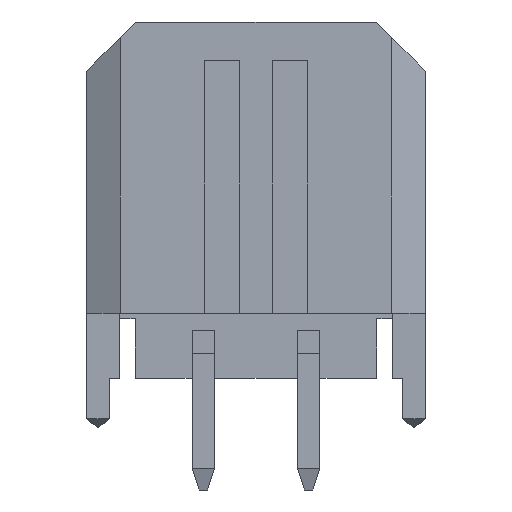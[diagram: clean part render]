
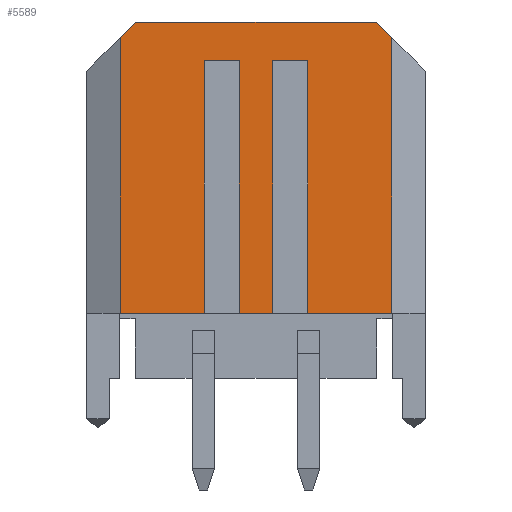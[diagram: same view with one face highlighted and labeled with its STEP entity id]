
A CAD part, front view. The second image highlights one B-rep face of the part: STEP entity #5589.
In plain terms, the highlighted planar face has unit normal (0, -1, 0).
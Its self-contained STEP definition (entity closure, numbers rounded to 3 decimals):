
#436=FACE_OUTER_BOUND('',#745,.T.);
#745=EDGE_LOOP('',(#4402,#4403,#4404,#4405,#4406,#4407,#4408,#4409,#4410,
#4411,#4412,#4413,#4414,#4415));
#1105=LINE('',#7622,#1778);
#1321=LINE('',#8052,#1994);
#1322=LINE('',#8056,#1995);
#1324=LINE('',#8060,#1997);
#1326=LINE('',#8065,#1999);
#1327=LINE('',#8067,#2000);
#1328=LINE('',#8069,#2001);
#1329=LINE('',#8070,#2002);
#1330=LINE('',#8072,#2003);
#1331=LINE('',#8074,#2004);
#1332=LINE('',#8076,#2005);
#1333=LINE('',#8078,#2006);
#1334=LINE('',#8080,#2007);
#1335=LINE('',#8081,#2008);
#1778=VECTOR('',#6356,6.85);
#1994=VECTOR('',#6748,0.622);
#1995=VECTOR('',#6753,0.622);
#1997=VECTOR('',#6757,7.86);
#1999=VECTOR('',#6761,7.2);
#2000=VECTOR('',#6762,1.);
#2001=VECTOR('',#6763,7.2);
#2002=VECTOR('',#6764,2.39);
#2003=VECTOR('',#6765,7.86);
#2004=VECTOR('',#6766,2.39);
#2005=VECTOR('',#6767,7.2);
#2006=VECTOR('',#6768,1.);
#2007=VECTOR('',#6769,7.2);
#2008=VECTOR('',#6770,0.95);
#2395=VERTEX_POINT('',#7619);
#2396=VERTEX_POINT('',#7621);
#2522=VERTEX_POINT('',#8050);
#2523=VERTEX_POINT('',#8055);
#2524=VERTEX_POINT('',#8059);
#2525=VERTEX_POINT('',#8063);
#2526=VERTEX_POINT('',#8064);
#2527=VERTEX_POINT('',#8066);
#2528=VERTEX_POINT('',#8068);
#2529=VERTEX_POINT('',#8071);
#2530=VERTEX_POINT('',#8073);
#2531=VERTEX_POINT('',#8075);
#2532=VERTEX_POINT('',#8077);
#2533=VERTEX_POINT('',#8079);
#2979=EDGE_CURVE('',#2395,#2396,#1105,.T.);
#3195=EDGE_CURVE('',#2395,#2522,#1321,.T.);
#3196=EDGE_CURVE('',#2523,#2396,#1322,.T.);
#3198=EDGE_CURVE('',#2523,#2524,#1324,.T.);
#3200=EDGE_CURVE('',#2525,#2526,#1326,.T.);
#3201=EDGE_CURVE('',#2527,#2526,#1327,.T.);
#3202=EDGE_CURVE('',#2528,#2527,#1328,.T.);
#3203=EDGE_CURVE('',#2524,#2528,#1329,.T.);
#3204=EDGE_CURVE('',#2529,#2522,#1330,.T.);
#3205=EDGE_CURVE('',#2530,#2529,#1331,.T.);
#3206=EDGE_CURVE('',#2530,#2531,#1332,.T.);
#3207=EDGE_CURVE('',#2532,#2531,#1333,.T.);
#3208=EDGE_CURVE('',#2533,#2532,#1334,.T.);
#3209=EDGE_CURVE('',#2525,#2533,#1335,.T.);
#4402=ORIENTED_EDGE('',*,*,#3200,.T.);
#4403=ORIENTED_EDGE('',*,*,#3201,.F.);
#4404=ORIENTED_EDGE('',*,*,#3202,.F.);
#4405=ORIENTED_EDGE('',*,*,#3203,.F.);
#4406=ORIENTED_EDGE('',*,*,#3198,.F.);
#4407=ORIENTED_EDGE('',*,*,#3196,.T.);
#4408=ORIENTED_EDGE('',*,*,#2979,.F.);
#4409=ORIENTED_EDGE('',*,*,#3195,.T.);
#4410=ORIENTED_EDGE('',*,*,#3204,.F.);
#4411=ORIENTED_EDGE('',*,*,#3205,.F.);
#4412=ORIENTED_EDGE('',*,*,#3206,.T.);
#4413=ORIENTED_EDGE('',*,*,#3207,.F.);
#4414=ORIENTED_EDGE('',*,*,#3208,.F.);
#4415=ORIENTED_EDGE('',*,*,#3209,.F.);
#5350=PLANE('',#5911);
#5589=ADVANCED_FACE('',(#436),#5350,.T.);
#5911=AXIS2_PLACEMENT_3D('',#8062,#6759,#6760);
#6356=DIRECTION('',(1.,0.,0.));
#6748=DIRECTION('',(-0.707,0.,-0.707));
#6753=DIRECTION('',(-0.707,0.,0.707));
#6757=DIRECTION('',(0.,0.,-1.));
#6759=DIRECTION('center_axis',(0.,-1.,0.));
#6760=DIRECTION('ref_axis',(0.,0.,-1.));
#6761=DIRECTION('',(0.,0.,1.));
#6762=DIRECTION('',(-1.,0.,0.));
#6763=DIRECTION('',(0.,0.,1.));
#6764=DIRECTION('',(-1.,0.,0.));
#6765=DIRECTION('',(0.,0.,1.));
#6766=DIRECTION('',(-1.,0.,0.));
#6767=DIRECTION('',(0.,0.,1.));
#6768=DIRECTION('',(-1.,0.,0.));
#6769=DIRECTION('',(0.,0.,1.));
#6770=DIRECTION('',(-1.,0.,0.));
#7619=CARTESIAN_POINT('',(-3.425,-1.93,5.2));
#7621=CARTESIAN_POINT('',(3.425,-1.93,5.2));
#7622=CARTESIAN_POINT('',(-3.425,-1.93,5.2));
#8050=CARTESIAN_POINT('',(-3.865,-1.93,4.76));
#8052=CARTESIAN_POINT('',(-3.425,-1.93,5.2));
#8055=CARTESIAN_POINT('',(3.865,-1.93,4.76));
#8056=CARTESIAN_POINT('',(3.865,-1.93,4.76));
#8059=CARTESIAN_POINT('',(3.865,-1.93,-3.1));
#8060=CARTESIAN_POINT('',(3.865,-1.93,4.51));
#8062=CARTESIAN_POINT('Origin',(-4.825,-1.93,4.95));
#8063=CARTESIAN_POINT('',(0.475,-1.93,-3.1));
#8064=CARTESIAN_POINT('',(0.475,-1.93,4.1));
#8065=CARTESIAN_POINT('',(0.475,-1.93,-3.1));
#8066=CARTESIAN_POINT('',(1.475,-1.93,4.1));
#8067=CARTESIAN_POINT('',(1.475,-1.93,4.1));
#8068=CARTESIAN_POINT('',(1.475,-1.93,-3.1));
#8069=CARTESIAN_POINT('',(1.475,-1.93,-3.1));
#8070=CARTESIAN_POINT('',(3.865,-1.93,-3.1));
#8071=CARTESIAN_POINT('',(-3.865,-1.93,-3.1));
#8072=CARTESIAN_POINT('',(-3.865,-1.93,-3.1));
#8073=CARTESIAN_POINT('',(-1.475,-1.93,-3.1));
#8074=CARTESIAN_POINT('',(-1.475,-1.93,-3.1));
#8075=CARTESIAN_POINT('',(-1.475,-1.93,4.1));
#8076=CARTESIAN_POINT('',(-1.475,-1.93,-3.1));
#8077=CARTESIAN_POINT('',(-0.475,-1.93,4.1));
#8078=CARTESIAN_POINT('',(-0.475,-1.93,4.1));
#8079=CARTESIAN_POINT('',(-0.475,-1.93,-3.1));
#8080=CARTESIAN_POINT('',(-0.475,-1.93,-3.1));
#8081=CARTESIAN_POINT('',(0.475,-1.93,-3.1));
